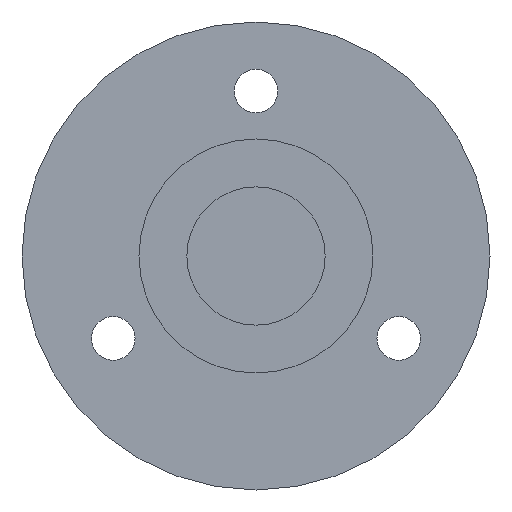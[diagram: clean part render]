
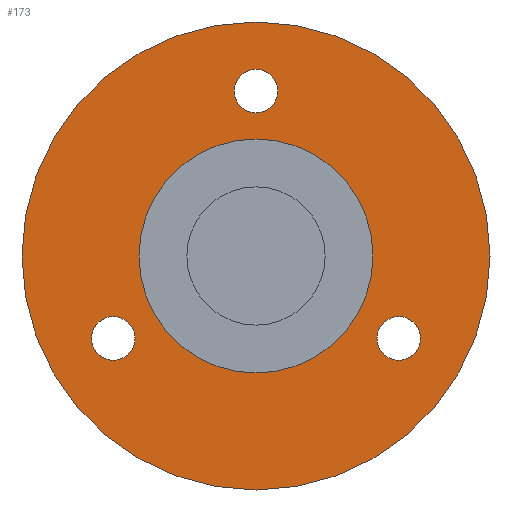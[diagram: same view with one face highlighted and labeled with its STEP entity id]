
A CAD part, front view. The second image highlights one B-rep face of the part: STEP entity #173.
In plain terms, the highlighted planar face has unit normal (0, -1, 0).
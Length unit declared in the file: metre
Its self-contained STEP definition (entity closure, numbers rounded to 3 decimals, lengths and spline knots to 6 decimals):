
#13=PLANE('',#204);
#24=ORIENTED_EDGE('',*,*,#54,.F.);
#25=ORIENTED_EDGE('',*,*,#55,.F.);
#26=ORIENTED_EDGE('',*,*,#56,.F.);
#27=ORIENTED_EDGE('',*,*,#57,.F.);
#28=ORIENTED_EDGE('',*,*,#53,.T.);
#53=EDGE_CURVE('',#69,#69,#85,.T.);
#54=EDGE_CURVE('',#70,#70,#86,.T.);
#55=EDGE_CURVE('',#71,#71,#87,.T.);
#56=EDGE_CURVE('',#72,#72,#88,.T.);
#57=EDGE_CURVE('',#73,#73,#89,.T.);
#69=VERTEX_POINT('',#299);
#70=VERTEX_POINT('',#303);
#71=VERTEX_POINT('',#305);
#72=VERTEX_POINT('',#307);
#73=VERTEX_POINT('',#309);
#85=CIRCLE('',#202,0.022);
#86=CIRCLE('',#205,0.00205);
#87=CIRCLE('',#206,0.00205);
#88=CIRCLE('',#207,0.00205);
#89=CIRCLE('',#208,0.011);
#104=EDGE_LOOP('',(#24));
#105=EDGE_LOOP('',(#25));
#106=EDGE_LOOP('',(#26));
#107=EDGE_LOOP('',(#27));
#108=EDGE_LOOP('',(#28));
#136=FACE_BOUND('',#104,.T.);
#137=FACE_BOUND('',#105,.T.);
#138=FACE_BOUND('',#106,.T.);
#139=FACE_BOUND('',#107,.T.);
#140=FACE_BOUND('',#108,.T.);
#173=ADVANCED_FACE('',(#136,#137,#138,#139,#140),#13,.T.);
#202=AXIS2_PLACEMENT_3D('',#298,#239,#240);
#204=AXIS2_PLACEMENT_3D('',#301,#243,#244);
#205=AXIS2_PLACEMENT_3D('',#302,#245,#246);
#206=AXIS2_PLACEMENT_3D('',#304,#247,#248);
#207=AXIS2_PLACEMENT_3D('',#306,#249,#250);
#208=AXIS2_PLACEMENT_3D('',#308,#251,#252);
#239=DIRECTION('',(0.,-1.,0.));
#240=DIRECTION('',(0.,0.,-1.));
#243=DIRECTION('',(0.,-1.,0.));
#244=DIRECTION('',(1.,0.,0.));
#245=DIRECTION('',(0.,-1.,0.));
#246=DIRECTION('',(0.,0.,-1.));
#247=DIRECTION('',(0.,-1.,0.));
#248=DIRECTION('',(0.,0.,-1.));
#249=DIRECTION('',(0.,-1.,0.));
#250=DIRECTION('',(0.,0.,-1.));
#251=DIRECTION('',(0.,-1.,0.));
#252=DIRECTION('',(0.,0.,-1.));
#298=CARTESIAN_POINT('',(0.,-0.02525,0.));
#299=CARTESIAN_POINT('',(0.,-0.02525,-0.022));
#301=CARTESIAN_POINT('',(0.12725,-0.02525,0.));
#302=CARTESIAN_POINT('',(0.,-0.02525,0.0155));
#303=CARTESIAN_POINT('',(0.,-0.02525,0.01345));
#304=CARTESIAN_POINT('',(-0.013423,-0.02525,-0.00775));
#305=CARTESIAN_POINT('',(-0.013423,-0.02525,-0.0098));
#306=CARTESIAN_POINT('',(0.013423,-0.02525,-0.00775));
#307=CARTESIAN_POINT('',(0.013423,-0.02525,-0.0098));
#308=CARTESIAN_POINT('',(0.,-0.02525,0.));
#309=CARTESIAN_POINT('',(0.,-0.02525,-0.011));
